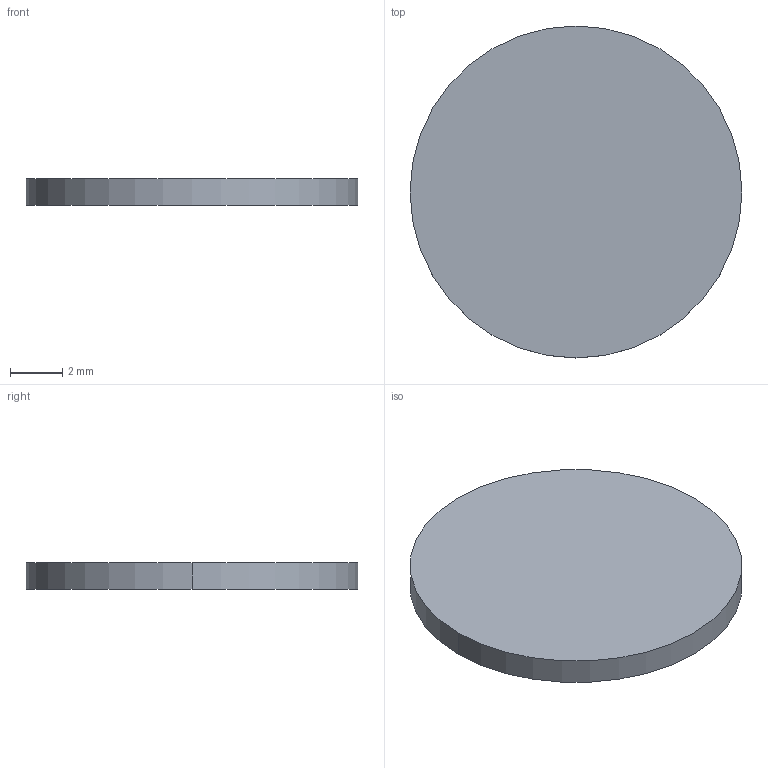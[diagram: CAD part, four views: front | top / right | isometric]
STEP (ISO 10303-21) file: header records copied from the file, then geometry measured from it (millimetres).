
FILE_DESCRIPTION (( 'STEP AP214' ), '1' );
FILE_NAME ('10643-E0W.step', '2007-10-24T22:57:29', ( ' ' ), ( ' ' ), 'SwSTEP 2.0', 'SolidWorks 2007', '' );
FILE_SCHEMA (( 'AUTOMOTIVE_DESIGN' ));
Length unit declared in the file: inch
Products named in the file (1): 10643-E0W
Bounding box: 12.7 x 12.7 x 1 mm (x, y, z)
Surface area: 293.3 mm2 (no closed solid volume)
Topology: 0 solids, 1 shells, 4 faces, 6 edges, 4 vertices
Faces by surface type: cylinder 2, plane 2
Entity records: 160 total; most frequent: DIRECTION 20, CARTESIAN_POINT 15, ORIENTED_EDGE 12, AXIS2_PLACEMENT_3D 9, EDGE_CURVE 6, LENGTH_MEASURE_WITH_UNIT 5, DIMENSIONAL_EXPONENTS 5, UNCERTAINTY_MEASURE_WITH_UNIT 5
